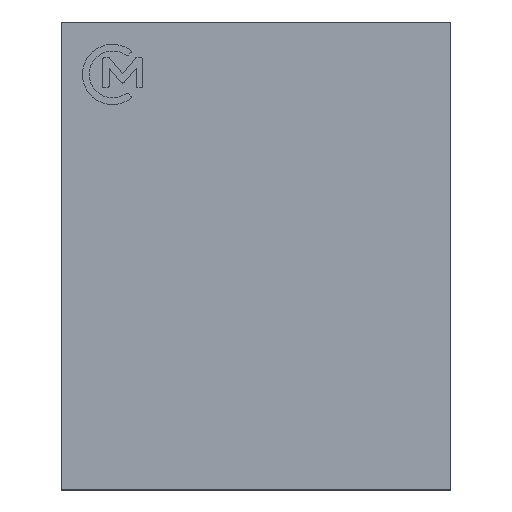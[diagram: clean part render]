
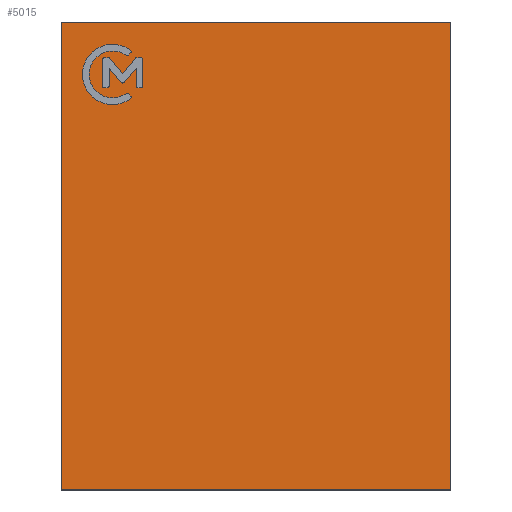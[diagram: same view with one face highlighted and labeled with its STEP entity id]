
A CAD part, top view. The second image highlights one B-rep face of the part: STEP entity #5015.
In plain terms, the highlighted planar face has unit normal (0, 0, 1).
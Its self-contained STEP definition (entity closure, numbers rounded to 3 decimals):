
#422=FACE_OUTER_BOUND('',#745,.T.);
#745=EDGE_LOOP('',(#4329,#4330,#4331,#4332));
#1352=LINE('',#7983,#1991);
#1355=LINE('',#7989,#1994);
#1358=LINE('',#7995,#1997);
#1361=LINE('',#7999,#2000);
#1991=VECTOR('',#6571,10.);
#1994=VECTOR('',#6576,10.);
#1997=VECTOR('',#6581,10.);
#2000=VECTOR('',#6586,10.);
#2440=VERTEX_POINT('',#7980);
#2441=VERTEX_POINT('',#7982);
#2443=VERTEX_POINT('',#7988);
#2445=VERTEX_POINT('',#7994);
#3076=EDGE_CURVE('',#2441,#2440,#1352,.T.);
#3079=EDGE_CURVE('',#2443,#2441,#1355,.T.);
#3082=EDGE_CURVE('',#2445,#2443,#1358,.T.);
#3085=EDGE_CURVE('',#2440,#2445,#1361,.T.);
#4329=ORIENTED_EDGE('',*,*,#3085,.T.);
#4330=ORIENTED_EDGE('',*,*,#3082,.T.);
#4331=ORIENTED_EDGE('',*,*,#3079,.T.);
#4332=ORIENTED_EDGE('',*,*,#3076,.T.);
#4753=PLANE('',#5443);
#5015=ADVANCED_FACE('',(#422),#4753,.T.);
#5443=AXIS2_PLACEMENT_3D('',#8000,#6587,#6588);
#6571=DIRECTION('',(-1.,0.,0.));
#6576=DIRECTION('',(0.,1.,0.));
#6581=DIRECTION('',(1.,0.,0.));
#6586=DIRECTION('',(0.,-1.,0.));
#6587=DIRECTION('center_axis',(0.,0.,1.));
#6588=DIRECTION('ref_axis',(1.,0.,0.));
#7980=CARTESIAN_POINT('',(-3.75,4.5,4.62));
#7982=CARTESIAN_POINT('',(3.75,4.5,4.62));
#7983=CARTESIAN_POINT('',(3.75,4.5,4.62));
#7988=CARTESIAN_POINT('',(3.75,-4.5,4.62));
#7989=CARTESIAN_POINT('',(3.75,-4.5,4.62));
#7994=CARTESIAN_POINT('',(-3.75,-4.5,4.62));
#7995=CARTESIAN_POINT('',(-3.75,-4.5,4.62));
#7999=CARTESIAN_POINT('',(-3.75,4.5,4.62));
#8000=CARTESIAN_POINT('Origin',(0.,0.,
4.62));
